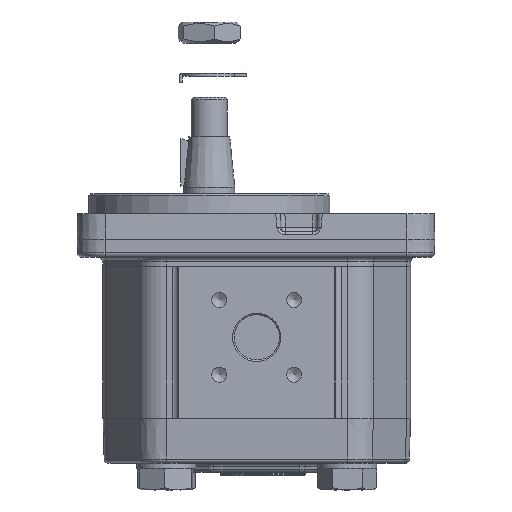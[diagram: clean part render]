
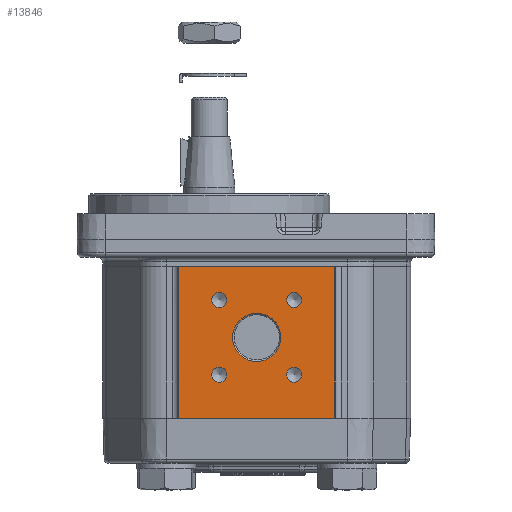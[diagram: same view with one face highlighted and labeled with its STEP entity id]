
A CAD part, left-side view. The second image highlights one B-rep face of the part: STEP entity #13846.
In plain terms, the highlighted planar face has unit normal (-1, 0, 0).
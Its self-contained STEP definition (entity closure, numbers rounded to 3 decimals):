
#542=FACE_BOUND('',#2674,.T.);
#543=FACE_BOUND('',#2675,.T.);
#544=FACE_BOUND('',#2676,.T.);
#545=FACE_BOUND('',#2677,.T.);
#546=FACE_BOUND('',#2678,.T.);
#730=PLANE('',#15504);
#1797=FACE_OUTER_BOUND('',#2673,.T.);
#2673=EDGE_LOOP('',(#11637,#11638,#11639,#11640));
#2674=EDGE_LOOP('',(#11641));
#2675=EDGE_LOOP('',(#11642));
#2676=EDGE_LOOP('',(#11643));
#2677=EDGE_LOOP('',(#11644));
#2678=EDGE_LOOP('',(#11645));
#3426=LINE('',#26305,#4198);
#3438=LINE('',#26345,#4210);
#3456=LINE('',#26423,#4228);
#3457=LINE('',#26424,#4229);
#4198=VECTOR('',#19209,10.);
#4210=VECTOR('',#19253,10.);
#4228=VECTOR('',#19343,10.);
#4229=VECTOR('',#19344,10.);
#5216=CIRCLE('',#15489,2.5);
#5218=CIRCLE('',#15493,2.5);
#5220=CIRCLE('',#15497,2.5);
#5222=CIRCLE('',#15501,2.5);
#5224=CIRCLE('',#15505,8.);
#6248=VERTEX_POINT('',#26303);
#6249=VERTEX_POINT('',#26304);
#6260=VERTEX_POINT('',#26343);
#6261=VERTEX_POINT('',#26344);
#6274=VERTEX_POINT('',#26387);
#6277=VERTEX_POINT('',#26396);
#6280=VERTEX_POINT('',#26405);
#6283=VERTEX_POINT('',#26414);
#6286=VERTEX_POINT('',#26425);
#8055=EDGE_CURVE('',#6248,#6249,#3426,.T.);
#8075=EDGE_CURVE('',#6260,#6261,#3438,.T.);
#8095=EDGE_CURVE('',#6274,#6274,#5216,.T.);
#8099=EDGE_CURVE('',#6277,#6277,#5218,.T.);
#8103=EDGE_CURVE('',#6280,#6280,#5220,.T.);
#8107=EDGE_CURVE('',#6283,#6283,#5222,.T.);
#8111=EDGE_CURVE('',#6249,#6260,#3456,.T.);
#8112=EDGE_CURVE('',#6261,#6248,#3457,.T.);
#8113=EDGE_CURVE('',#6286,#6286,#5224,.T.);
#11637=ORIENTED_EDGE('',*,*,#8111,.T.);
#11638=ORIENTED_EDGE('',*,*,#8075,.T.);
#11639=ORIENTED_EDGE('',*,*,#8112,.T.);
#11640=ORIENTED_EDGE('',*,*,#8055,.T.);
#11641=ORIENTED_EDGE('',*,*,#8095,.T.);
#11642=ORIENTED_EDGE('',*,*,#8099,.T.);
#11643=ORIENTED_EDGE('',*,*,#8103,.T.);
#11644=ORIENTED_EDGE('',*,*,#8107,.T.);
#11645=ORIENTED_EDGE('',*,*,#8113,.F.);
#13846=ADVANCED_FACE('',(#1797,#542,#543,#544,#545,#546),#730,.T.);
#15489=AXIS2_PLACEMENT_3D('',#26388,#19303,#19304);
#15493=AXIS2_PLACEMENT_3D('',#26397,#19313,#19314);
#15497=AXIS2_PLACEMENT_3D('',#26406,#19323,#19324);
#15501=AXIS2_PLACEMENT_3D('',#26415,#19333,#19334);
#15504=AXIS2_PLACEMENT_3D('',#26422,#19341,#19342);
#15505=AXIS2_PLACEMENT_3D('',#26426,#19345,#19346);
#19209=DIRECTION('',(0.,0.,1.));
#19253=DIRECTION('',(0.,0.,-1.));
#19303=DIRECTION('center_axis',(1.,0.,0.));
#19304=DIRECTION('ref_axis',(0.,0.,
1.));
#19313=DIRECTION('center_axis',(1.,0.,0.));
#19314=DIRECTION('ref_axis',(0.,0.,
1.));
#19323=DIRECTION('center_axis',(1.,0.,0.));
#19324=DIRECTION('ref_axis',(0.,0.,
1.));
#19333=DIRECTION('center_axis',(1.,0.,0.));
#19334=DIRECTION('ref_axis',(0.,0.,
1.));
#19341=DIRECTION('center_axis',(-1.,0.,0.));
#19342=DIRECTION('ref_axis',(0.,1.,0.));
#19343=DIRECTION('',(0.,1.,0.));
#19344=DIRECTION('',(0.,-1.,0.));
#19345=DIRECTION('center_axis',(-1.,0.,0.));
#19346=DIRECTION('ref_axis',(0.,0.,
-1.));
#26303=CARTESIAN_POINT('',(-42.,-41.674,-50.3));
#26304=CARTESIAN_POINT('',(-42.,-41.674,0.));
#26305=CARTESIAN_POINT('',(-42.,-41.674,-25.15));
#26343=CARTESIAN_POINT('',(-42.,10.174,0.));
#26344=CARTESIAN_POINT('',(-42.,10.174,-50.3));
#26345=CARTESIAN_POINT('',(-42.,10.174,-25.15));
#26387=CARTESIAN_POINT('',(-42.,-28.124,-13.626));
#26388=CARTESIAN_POINT('Origin',(-42.,-28.124,-11.126));
#26396=CARTESIAN_POINT('',(-42.,-28.124,-38.374));
#26397=CARTESIAN_POINT('Origin',(-42.,-28.124,-35.874));
#26405=CARTESIAN_POINT('',(-42.,-3.376,-38.374));
#26406=CARTESIAN_POINT('Origin',(-42.,-3.376,-35.874));
#26414=CARTESIAN_POINT('',(-42.,-3.376,-13.626));
#26415=CARTESIAN_POINT('Origin',(-42.,-3.376,-11.126));
#26422=CARTESIAN_POINT('Origin',(-42.,-73.427,-25.15));
#26423=CARTESIAN_POINT('',(-42.,-44.589,0.));
#26424=CARTESIAN_POINT('',(-42.,-44.589,-50.3));
#26425=CARTESIAN_POINT('',(-42.,-15.75,-15.5));
#26426=CARTESIAN_POINT('Origin',(-42.,-15.75,-23.5));
